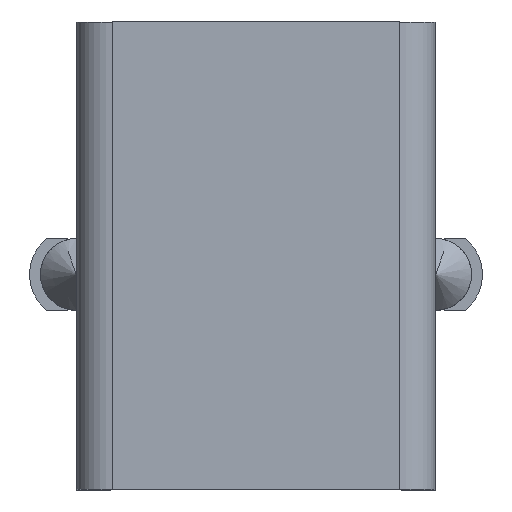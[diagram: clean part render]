
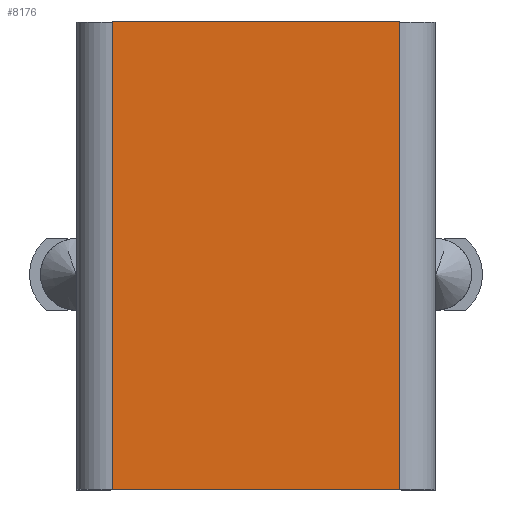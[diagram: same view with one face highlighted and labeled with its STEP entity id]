
A CAD part, top view. The second image highlights one B-rep face of the part: STEP entity #8176.
In plain terms, the highlighted planar face has unit normal (0, 0, 1).
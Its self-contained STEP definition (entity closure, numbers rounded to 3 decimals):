
#2092=DIRECTION('',(0.,-1.,0.));
#2093=VECTOR('',#2092,13.);
#2094=CARTESIAN_POINT('',(-4.,6.5,14.5));
#2095=LINE('',#2094,#2093);
#2096=DIRECTION('',(-1.,0.,0.));
#2097=VECTOR('',#2096,8.);
#2098=CARTESIAN_POINT('',(4.,6.5,14.5));
#2099=LINE('',#2098,#2097);
#2100=DIRECTION('',(0.,1.,0.));
#2101=VECTOR('',#2100,13.);
#2102=CARTESIAN_POINT('',(4.,-6.5,14.5));
#2103=LINE('',#2102,#2101);
#2104=DIRECTION('',(1.,0.,0.));
#2105=VECTOR('',#2104,8.);
#2106=CARTESIAN_POINT('',(-4.,-6.5,14.5));
#2107=LINE('',#2106,#2105);
#5325=CARTESIAN_POINT('',(-4.,-6.5,14.5));
#5327=VERTEX_POINT('',#5325);
#5331=CARTESIAN_POINT('',(-4.,6.5,14.5));
#5332=VERTEX_POINT('',#5331);
#5333=CARTESIAN_POINT('',(4.,6.5,14.5));
#5335=VERTEX_POINT('',#5333);
#5339=CARTESIAN_POINT('',(4.,-6.5,14.5));
#5340=VERTEX_POINT('',#5339);
#8164=CARTESIAN_POINT('',(0.,0.,14.5));
#8165=DIRECTION('',(0.,0.,1.));
#8166=DIRECTION('',(1.,0.,0.));
#8167=AXIS2_PLACEMENT_3D('',#8164,#8165,#8166);
#8168=PLANE('',#8167);
#8169=ORIENTED_EDGE('',*,*,#8152,.F.);
#8170=ORIENTED_EDGE('',*,*,#6502,.F.);
#8172=ORIENTED_EDGE('',*,*,#8171,.F.);
#8173=ORIENTED_EDGE('',*,*,#7178,.F.);
#8174=EDGE_LOOP('',(#8169,#8170,#8172,#8173));
#8175=FACE_OUTER_BOUND('',#8174,.F.);
#6502=EDGE_CURVE('',#5335,#5332,#2099,.T.);
#7178=EDGE_CURVE('',#5327,#5340,#2107,.T.);
#8152=EDGE_CURVE('',#5332,#5327,#2095,.T.);
#8171=EDGE_CURVE('',#5340,#5335,#2103,.T.);
#8176=ADVANCED_FACE('',(#8175),#8168,.T.);
